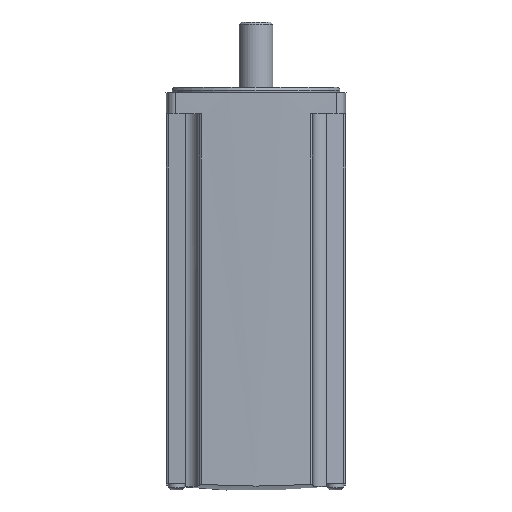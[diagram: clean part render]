
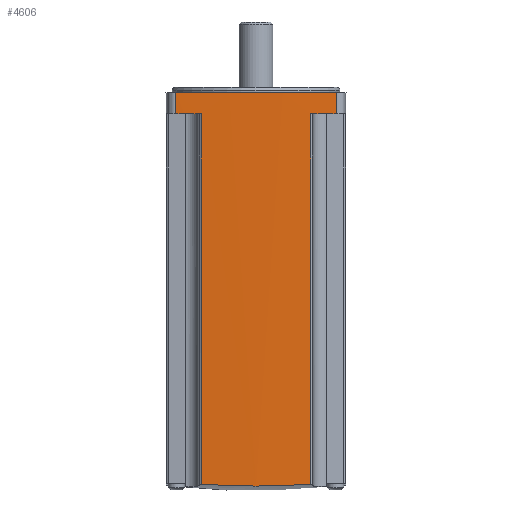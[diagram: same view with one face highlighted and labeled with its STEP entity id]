
A CAD part, front view. The second image highlights one B-rep face of the part: STEP entity #4606.
In plain terms, the highlighted cylindrical face has radius 1250.5 mm (diameter 2501 mm), a partial arc.
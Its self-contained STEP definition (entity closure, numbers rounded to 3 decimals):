
#92=B_SPLINE_CURVE_WITH_KNOTS('',3,(#7185,#7186,#7187,#7188),
 .UNSPECIFIED.,.F.,.F.,(4,4),(0.,0.062),
 .UNSPECIFIED.);
#149=LINE('',#7181,#446);
#150=LINE('',#7190,#447);
#151=LINE('',#7194,#448);
#152=LINE('',#7195,#449);
#446=VECTOR('',#5622,1000.);
#447=VECTOR('',#5627,1000.);
#448=VECTOR('',#5630,1000.);
#449=VECTOR('',#5631,1000.);
#733=CYLINDRICAL_SURFACE('',#4953,1250.5);
#910=ORIENTED_EDGE('',*,*,#2209,.F.);
#911=ORIENTED_EDGE('',*,*,#2211,.T.);
#912=ORIENTED_EDGE('',*,*,#2212,.T.);
#913=ORIENTED_EDGE('',*,*,#2213,.T.);
#914=ORIENTED_EDGE('',*,*,#2214,.F.);
#915=ORIENTED_EDGE('',*,*,#2170,.F.);
#916=ORIENTED_EDGE('',*,*,#2215,.T.);
#917=ORIENTED_EDGE('',*,*,#2216,.T.);
#2170=EDGE_CURVE('',#2824,#2825,#3296,.T.);
#2209=EDGE_CURVE('',#2856,#2857,#149,.T.);
#2211=EDGE_CURVE('',#2856,#2858,#92,.T.);
#2212=EDGE_CURVE('',#2858,#2859,#150,.T.);
#2213=EDGE_CURVE('',#2859,#2860,#3318,.T.);
#2214=EDGE_CURVE('',#2825,#2860,#151,.T.);
#2215=EDGE_CURVE('',#2824,#2861,#152,.T.);
#2216=EDGE_CURVE('',#2861,#2857,#3319,.T.);
#2824=VERTEX_POINT('',#7090);
#2825=VERTEX_POINT('',#7092);
#2856=VERTEX_POINT('',#7180);
#2857=VERTEX_POINT('',#7182);
#2858=VERTEX_POINT('',#7189);
#2859=VERTEX_POINT('',#7191);
#2860=VERTEX_POINT('',#7193);
#2861=VERTEX_POINT('',#7196);
#3296=CIRCLE('',#4924,1250.5);
#3318=CIRCLE('',#4954,1250.5);
#3319=CIRCLE('',#4955,1250.5);
#3591=EDGE_LOOP('',(#910,#911,#912,#913,#914,#915,#916,#917));
#4032=FACE_BOUND('',#3591,.T.);
#4606=ADVANCED_FACE('',(#4032),#733,.T.);
#4924=AXIS2_PLACEMENT_3D('',#7091,#5551,#5552);
#4953=AXIS2_PLACEMENT_3D('',#7184,#5625,#5626);
#4954=AXIS2_PLACEMENT_3D('',#7192,#5628,#5629);
#4955=AXIS2_PLACEMENT_3D('',#7197,#5632,#5633);
#5551=DIRECTION('',(0.,0.,1.));
#5552=DIRECTION('',(1.,0.,0.));
#5622=DIRECTION('',(0.,0.,1.));
#5625=DIRECTION('',(0.,0.,1.));
#5626=DIRECTION('',(1.,0.,0.));
#5627=DIRECTION('',(0.,0.,1.));
#5628=DIRECTION('',(0.,0.,1.));
#5629=DIRECTION('',(1.,0.,0.));
#5630=DIRECTION('',(0.,0.,-1.));
#5631=DIRECTION('',(0.,0.,-1.));
#5632=DIRECTION('',(0.,0.,1.));
#5633=DIRECTION('',(1.,0.,0.));
#7090=CARTESIAN_POINT('',(-45.362,-50.177,0.));
#7091=CARTESIAN_POINT('',(0.,1199.5,0.));
#7092=CARTESIAN_POINT('',(45.362,-50.177,0.));
#7180=CARTESIAN_POINT('',(-30.865,-50.619,-221.619));
#7181=CARTESIAN_POINT('',(-30.865,-50.619,-229.));
#7182=CARTESIAN_POINT('',(-30.865,-50.619,-12.));
#7184=CARTESIAN_POINT('',(0.,1199.5,-229.));
#7185=CARTESIAN_POINT('',(-30.865,-50.619,-221.619));
#7186=CARTESIAN_POINT('',(-10.288,-51.127,-222.795));
#7187=CARTESIAN_POINT('',(10.288,-51.127,-222.795));
#7188=CARTESIAN_POINT('',(30.865,-50.619,-221.619));
#7189=CARTESIAN_POINT('',(30.865,-50.619,-221.619));
#7190=CARTESIAN_POINT('',(30.865,-50.619,-229.));
#7191=CARTESIAN_POINT('',(30.865,-50.619,-12.));
#7192=CARTESIAN_POINT('',(0.,1199.5,-12.));
#7193=CARTESIAN_POINT('',(45.362,-50.177,-12.));
#7194=CARTESIAN_POINT('',(45.362,-50.177,0.));
#7195=CARTESIAN_POINT('',(-45.362,-50.177,0.));
#7196=CARTESIAN_POINT('',(-45.362,-50.177,-12.));
#7197=CARTESIAN_POINT('',(0.,1199.5,-12.));
